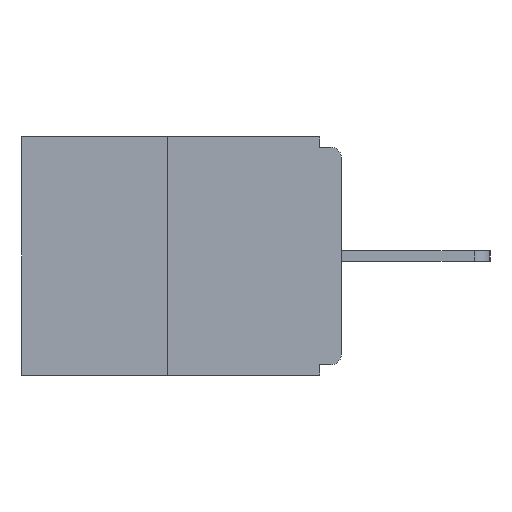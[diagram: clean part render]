
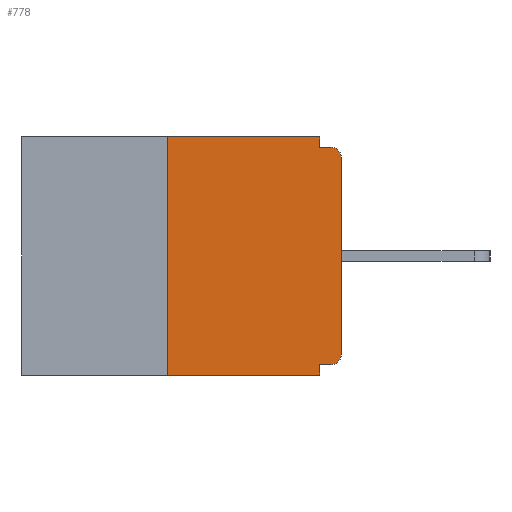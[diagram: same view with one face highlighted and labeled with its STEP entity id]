
A CAD part, left-side view. The second image highlights one B-rep face of the part: STEP entity #778.
In plain terms, the highlighted planar face has unit normal (-1, 0, 0).
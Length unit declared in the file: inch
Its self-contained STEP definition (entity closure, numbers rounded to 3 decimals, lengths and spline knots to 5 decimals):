
#57 = VECTOR ( 'NONE', #6612, 39.37008 ) ;
#125 = ORIENTED_EDGE ( 'NONE', *, *, #12653, .T. ) ;
#202 = ORIENTED_EDGE ( 'NONE', *, *, #14176, .T. ) ;
#252 = CARTESIAN_POINT ( 'NONE',  ( 0., 0.25, 0. ) ) ;
#651 = ORIENTED_EDGE ( 'NONE', *, *, #4229, .T. ) ;
#678 = FACE_OUTER_BOUND ( 'NONE', #16323, .T. ) ;
#765 = EDGE_CURVE ( 'NONE', #6040, #1223, #11283, .T. ) ;
#778 = ADVANCED_FACE ( 'NONE', ( #678 ), #17038, .F. ) ;
#1223 = VERTEX_POINT ( 'NONE', #17712 ) ;
#1504 = VERTEX_POINT ( 'NONE', #252 ) ;
#2076 = LINE ( 'NONE', #7855, #3648 ) ;
#2544 = CARTESIAN_POINT ( 'NONE',  ( 0., 0.015, -0.313 ) ) ;
#2693 = LINE ( 'NONE', #8584, #10720 ) ;
#2822 = VECTOR ( 'NONE', #4009, 39.37008 ) ;
#2868 = ORIENTED_EDGE ( 'NONE', *, *, #3660, .F. ) ;
#3321 = VECTOR ( 'NONE', #17463, 39.37008 ) ;
#3648 = VECTOR ( 'NONE', #18186, 39.37008 ) ;
#3660 = EDGE_CURVE ( 'NONE', #10171, #6040, #2693, .T. ) ;
#4009 = DIRECTION ( 'NONE',  ( 0., -1., 0. ) ) ;
#4229 = EDGE_CURVE ( 'NONE', #16470, #1223, #5384, .T. ) ;
#4510 = EDGE_CURVE ( 'NONE', #8663, #14286, #12350, .T. ) ;
#4809 = CARTESIAN_POINT ( 'NONE',  ( 0., 0., -0.03 ) ) ;
#5235 = VECTOR ( 'NONE', #16348, 39.37008 ) ;
#5256 = DIRECTION ( 'NONE',  ( 0., 0., -1. ) ) ;
#5338 = CARTESIAN_POINT ( 'NONE',  ( 0., 0., -0.015 ) ) ;
#5384 = LINE ( 'NONE', #9963, #3321 ) ;
#5446 = DIRECTION ( 'NONE',  ( 1., 0., 0. ) ) ;
#5792 = DIRECTION ( 'NONE',  ( -1., 0., 0. ) ) ;
#6040 = VERTEX_POINT ( 'NONE', #10614 ) ;
#6612 = DIRECTION ( 'NONE',  ( 0., 0., -1. ) ) ;
#6672 = VECTOR ( 'NONE', #18634, 39.37008 ) ;
#7265 = ORIENTED_EDGE ( 'NONE', *, *, #8742, .F. ) ;
#7335 = EDGE_CURVE ( 'NONE', #12131, #17289, #11467, .T. ) ;
#7433 = ORIENTED_EDGE ( 'NONE', *, *, #4510, .T. ) ;
#7473 = CARTESIAN_POINT ( 'NONE',  ( 0., 0., -0.313 ) ) ;
#7855 = CARTESIAN_POINT ( 'NONE',  ( 0., 0.25, 0. ) ) ;
#8127 = CIRCLE ( 'NONE', #15500, 0.015 ) ;
#8416 = DIRECTION ( 'NONE',  ( -1., 0., 0. ) ) ;
#8584 = CARTESIAN_POINT ( 'NONE',  ( 0., 0., -0.328 ) ) ;
#8663 = VERTEX_POINT ( 'NONE', #7473 ) ;
#8718 = AXIS2_PLACEMENT_3D ( 'NONE', #9840, #5446, #5256 ) ;
#8742 = EDGE_CURVE ( 'NONE', #9209, #12131, #17804, .T. ) ;
#8804 = AXIS2_PLACEMENT_3D ( 'NONE', #2544, #8416, #14297 ) ;
#9209 = VERTEX_POINT ( 'NONE', #13344 ) ;
#9307 = ORIENTED_EDGE ( 'NONE', *, *, #16204, .F. ) ;
#9840 = CARTESIAN_POINT ( 'NONE',  ( 0., 0.46, 0. ) ) ;
#9963 = CARTESIAN_POINT ( 'NONE',  ( 0., 0.46, -0.343 ) ) ;
#10171 = VERTEX_POINT ( 'NONE', #12337 ) ;
#10614 = CARTESIAN_POINT ( 'NONE',  ( 0., 0.031, -0.328 ) ) ;
#10720 = VECTOR ( 'NONE', #14456, 39.37008 ) ;
#11283 = LINE ( 'NONE', #17142, #57 ) ;
#11313 = CARTESIAN_POINT ( 'NONE',  ( 0., 0.46, 0. ) ) ;
#11467 = LINE ( 'NONE', #5338, #2822 ) ;
#11717 = DIRECTION ( 'NONE',  ( 0., 0., -1. ) ) ;
#12131 = VERTEX_POINT ( 'NONE', #14802 ) ;
#12194 = CIRCLE ( 'NONE', #8804, 0.015 ) ;
#12212 = ORIENTED_EDGE ( 'NONE', *, *, #7335, .F. ) ;
#12337 = CARTESIAN_POINT ( 'NONE',  ( 0., 0.015, -0.328 ) ) ;
#12350 = LINE ( 'NONE', #13694, #18151 ) ;
#12653 = EDGE_CURVE ( 'NONE', #14286, #17289, #8127, .T. ) ;
#13220 = CARTESIAN_POINT ( 'NONE',  ( 0., 0.25, -0.343 ) ) ;
#13266 = CARTESIAN_POINT ( 'NONE',  ( 0., 0.015, -0.015 ) ) ;
#13344 = CARTESIAN_POINT ( 'NONE',  ( 0., 0.031, 0. ) ) ;
#13694 = CARTESIAN_POINT ( 'NONE',  ( 0., 0., 0. ) ) ;
#14176 = EDGE_CURVE ( 'NONE', #10171, #8663, #12194, .T. ) ;
#14286 = VERTEX_POINT ( 'NONE', #4809 ) ;
#14297 = DIRECTION ( 'NONE',  ( 0., 0., -1. ) ) ;
#14456 = DIRECTION ( 'NONE',  ( 0., 1., 0. ) ) ;
#14802 = CARTESIAN_POINT ( 'NONE',  ( 0., 0.031, -0.015 ) ) ;
#14897 = CARTESIAN_POINT ( 'NONE',  ( 0., 0.031, 0. ) ) ;
#14953 = ORIENTED_EDGE ( 'NONE', *, *, #765, .F. ) ;
#15500 = AXIS2_PLACEMENT_3D ( 'NONE', #16320, #5792, #11717 ) ;
#16204 = EDGE_CURVE ( 'NONE', #1504, #9209, #18537, .T. ) ;
#16320 = CARTESIAN_POINT ( 'NONE',  ( 0., 0.015, -0.03 ) ) ;
#16323 = EDGE_LOOP ( 'NONE', ( #9307, #18391, #651, #14953, #2868, #202, #7433, #125, #12212, #7265 ) ) ;
#16348 = DIRECTION ( 'NONE',  ( 0., 0., -1. ) ) ;
#16470 = VERTEX_POINT ( 'NONE', #13220 ) ;
#17038 = PLANE ( 'NONE',  #8718 ) ;
#17142 = CARTESIAN_POINT ( 'NONE',  ( 0., 0.031, -0.343 ) ) ;
#17289 = VERTEX_POINT ( 'NONE', #13266 ) ;
#17463 = DIRECTION ( 'NONE',  ( 0., -1., 0. ) ) ;
#17712 = CARTESIAN_POINT ( 'NONE',  ( 0., 0.031, -0.343 ) ) ;
#17804 = LINE ( 'NONE', #14897, #5235 ) ;
#18151 = VECTOR ( 'NONE', #18229, 39.37008 ) ;
#18186 = DIRECTION ( 'NONE',  ( 0., 0., 1. ) ) ;
#18229 = DIRECTION ( 'NONE',  ( 0., 0., 1. ) ) ;
#18391 = ORIENTED_EDGE ( 'NONE', *, *, #18800, .F. ) ;
#18537 = LINE ( 'NONE', #11313, #6672 ) ;
#18634 = DIRECTION ( 'NONE',  ( 0., -1., 0. ) ) ;
#18800 = EDGE_CURVE ( 'NONE', #16470, #1504, #2076, .T. ) ;
